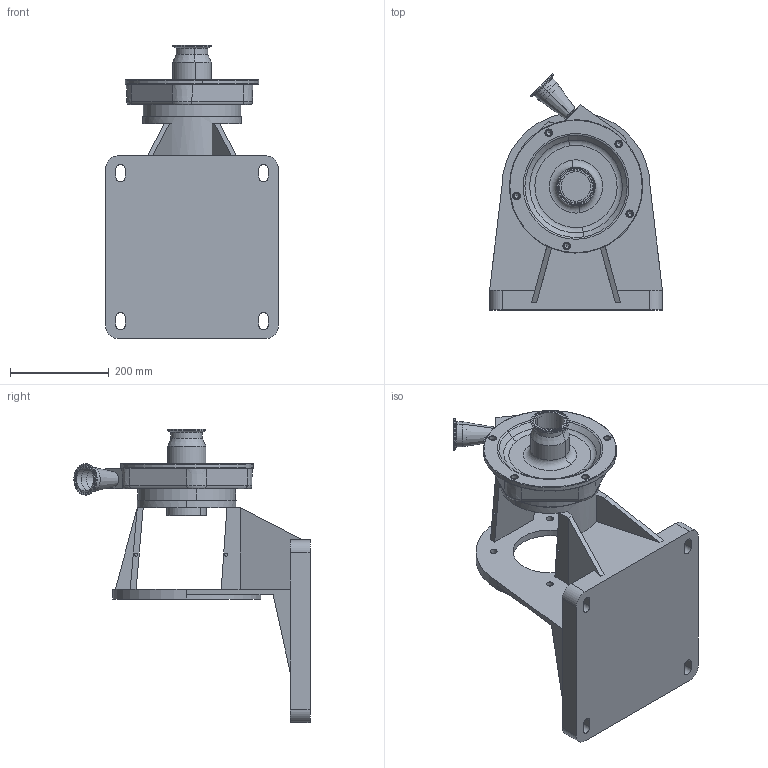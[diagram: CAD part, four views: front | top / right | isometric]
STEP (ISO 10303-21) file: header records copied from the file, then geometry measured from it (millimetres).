
FILE_DESCRIPTION (( 'STEP AP214' ), '1' );
FILE_NAME ('FP 740 280TC 45L.STEP', '2023-01-18T20:26:04', ( '' ), ( '' ), 'SwSTEP 2.0', 'SolidWorks 2021', '' );
FILE_SCHEMA (( 'AUTOMOTIVE_DESIGN' ));
Length unit declared in the file: millimetre
Products named in the file (1): FP 740 280TC 45L
Bounding box: 350 x 478.36 x 593.5 mm (x, y, z)
Volume: 12008114.9 mm3; surface area: 1015348.8 mm2
Topology: 1 solids, 9 shells, 377 faces, 829 edges, 496 vertices
Faces by surface type: cylinder 125, plane 113, cone 74, torus 60, sphere 4, bspline 1
Entity records: 10531 total; most frequent: DIRECTION 2023, CARTESIAN_POINT 1887, ORIENTED_EDGE 1634, AXIS2_PLACEMENT_3D 844, EDGE_CURVE 817, VERTEX_POINT 495, CIRCLE 467, EDGE_LOOP 436
